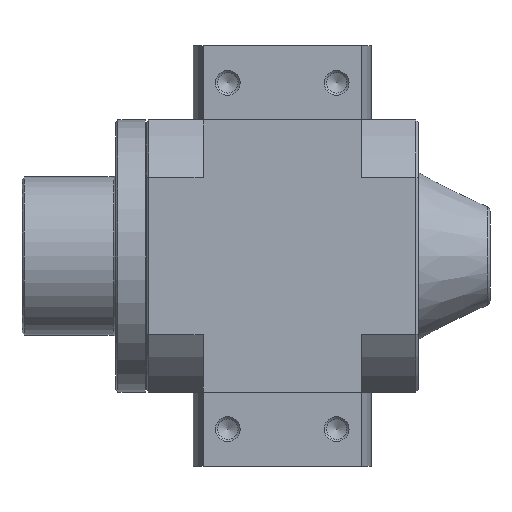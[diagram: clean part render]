
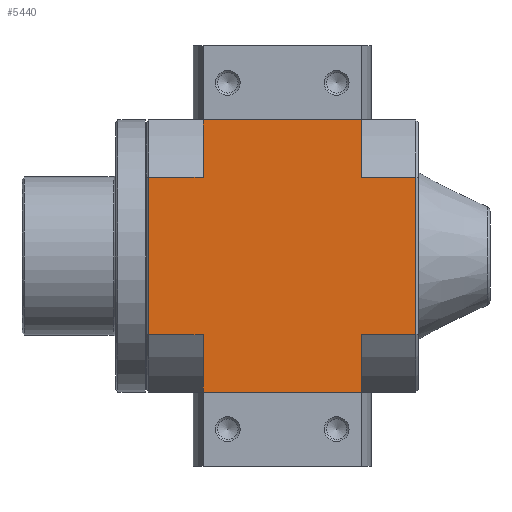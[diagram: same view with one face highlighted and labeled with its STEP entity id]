
A CAD part, left-side view. The second image highlights one B-rep face of the part: STEP entity #5440.
In plain terms, the highlighted face is planar.
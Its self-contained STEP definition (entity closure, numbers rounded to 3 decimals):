
#591=ORIENTED_EDGE('',*,*,#1769,.T.);
#592=ORIENTED_EDGE('',*,*,#1770,.F.);
#593=ORIENTED_EDGE('',*,*,#1771,.T.);
#594=ORIENTED_EDGE('',*,*,#1688,.T.);
#595=ORIENTED_EDGE('',*,*,#1772,.F.);
#596=ORIENTED_EDGE('',*,*,#1773,.T.);
#597=ORIENTED_EDGE('',*,*,#1774,.F.);
#598=ORIENTED_EDGE('',*,*,#1775,.T.);
#599=ORIENTED_EDGE('',*,*,#1776,.F.);
#600=ORIENTED_EDGE('',*,*,#1761,.T.);
#601=ORIENTED_EDGE('',*,*,#1777,.T.);
#602=ORIENTED_EDGE('',*,*,#1778,.F.);
#1688=EDGE_CURVE('',#2282,#2281,#2712,.T.);
#1761=EDGE_CURVE('',#2348,#2347,#2751,.T.);
#1769=EDGE_CURVE('',#2354,#2355,#2759,.T.);
#1770=EDGE_CURVE('',#2356,#2355,#2760,.F.);
#1771=EDGE_CURVE('',#2356,#2282,#2761,.T.);
#1772=EDGE_CURVE('',#2357,#2281,#2762,.T.);
#1773=EDGE_CURVE('',#2357,#2358,#2763,.F.);
#1774=EDGE_CURVE('',#2359,#2358,#2764,.T.);
#1775=EDGE_CURVE('',#2359,#2360,#2765,.T.);
#1776=EDGE_CURVE('',#2348,#2360,#2766,.T.);
#1777=EDGE_CURVE('',#2347,#2361,#2767,.T.);
#1778=EDGE_CURVE('',#2354,#2361,#2768,.T.);
#2281=VERTEX_POINT('',#7786);
#2282=VERTEX_POINT('',#7788);
#2347=VERTEX_POINT('',#7965);
#2348=VERTEX_POINT('',#7967);
#2354=VERTEX_POINT('',#7982);
#2355=VERTEX_POINT('',#7983);
#2356=VERTEX_POINT('',#7985);
#2357=VERTEX_POINT('',#7988);
#2358=VERTEX_POINT('',#7990);
#2359=VERTEX_POINT('',#7992);
#2360=VERTEX_POINT('',#7994);
#2361=VERTEX_POINT('',#7997);
#2712=LINE('',#7787,#3021);
#2751=LINE('',#7966,#3060);
#2759=LINE('',#7981,#3068);
#2760=LINE('',#7984,#3069);
#2761=LINE('',#7986,#3070);
#2762=LINE('',#7987,#3071);
#2763=LINE('',#7989,#3072);
#2764=LINE('',#7991,#3073);
#2765=LINE('',#7993,#3074);
#2766=LINE('',#7995,#3075);
#2767=LINE('',#7996,#3076);
#2768=LINE('',#7998,#3077);
#3021=VECTOR('',#6328,1000.);
#3060=VECTOR('',#6451,1000.);
#3068=VECTOR('',#6461,1000.);
#3069=VECTOR('',#6462,1000.);
#3070=VECTOR('',#6463,1000.);
#3071=VECTOR('',#6464,1000.);
#3072=VECTOR('',#6465,1000.);
#3073=VECTOR('',#6466,1000.);
#3074=VECTOR('',#6467,1000.);
#3075=VECTOR('',#6468,1000.);
#3076=VECTOR('',#6469,1000.);
#3077=VECTOR('',#6470,1000.);
#3347=EDGE_LOOP('',(#591,#592,#593,#594,#595,#596,#597,#598,#599,#600,#601,
#602));
#3784=FACE_BOUND('',#3347,.T.);
#4219=PLANE('',#5788);
#5440=ADVANCED_FACE('',(#3784),#4219,.T.);
#5788=AXIS2_PLACEMENT_3D('',#7980,#6459,#6460);
#6328=DIRECTION('',(0.,-1.,0.));
#6451=DIRECTION('',(0.,1.,0.));
#6459=DIRECTION('',(0.,0.,1.));
#6460=DIRECTION('',(1.,0.,0.));
#6461=DIRECTION('',(-1.,0.,0.));
#6462=DIRECTION('',(0.,-1.,0.));
#6463=DIRECTION('',(-1.,0.,0.));
#6464=DIRECTION('',(-1.,0.,0.));
#6465=DIRECTION('',(0.,1.,0.));
#6466=DIRECTION('',(-1.,0.,0.));
#6467=DIRECTION('',(0.,1.,0.));
#6468=DIRECTION('',(-1.,0.,0.));
#6469=DIRECTION('',(-1.,0.,0.));
#6470=DIRECTION('',(0.,-1.,0.));
#7786=CARTESIAN_POINT('',(-27.5,-16.,27.5));
#7787=CARTESIAN_POINT('',(-27.5,27.,27.5));
#7788=CARTESIAN_POINT('',(-27.5,16.,27.5));
#7965=CARTESIAN_POINT('',(27.5,16.,27.5));
#7966=CARTESIAN_POINT('',(27.5,-27.,27.5));
#7967=CARTESIAN_POINT('',(27.5,-16.,27.5));
#7980=CARTESIAN_POINT('',(0.,0.,27.5));
#7981=CARTESIAN_POINT('',(33.,27.,27.5));
#7982=CARTESIAN_POINT('',(15.869,27.,27.5));
#7983=CARTESIAN_POINT('',(-15.869,27.,27.5));
#7984=CARTESIAN_POINT('',(-15.869,33.,27.5));
#7985=CARTESIAN_POINT('',(-15.869,16.,27.5));
#7986=CARTESIAN_POINT('',(0.,16.,27.5));
#7987=CARTESIAN_POINT('',(0.,-16.,27.5));
#7988=CARTESIAN_POINT('',(-15.869,-16.,27.5));
#7989=CARTESIAN_POINT('',(-15.869,-33.,27.5));
#7990=CARTESIAN_POINT('',(-15.869,-27.,27.5));
#7991=CARTESIAN_POINT('',(33.,-27.,27.5));
#7992=CARTESIAN_POINT('',(15.869,-27.,27.5));
#7993=CARTESIAN_POINT('',(15.869,-33.,27.5));
#7994=CARTESIAN_POINT('',(15.869,-16.,27.5));
#7995=CARTESIAN_POINT('',(0.,-16.,27.5));
#7996=CARTESIAN_POINT('',(0.,16.,27.5));
#7997=CARTESIAN_POINT('',(15.869,16.,27.5));
#7998=CARTESIAN_POINT('',(15.869,33.,27.5));
